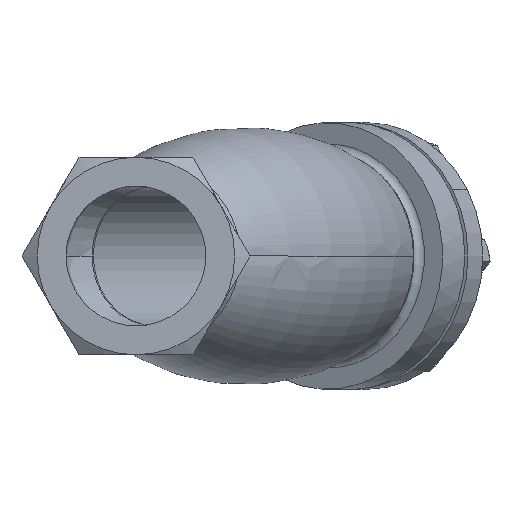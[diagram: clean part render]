
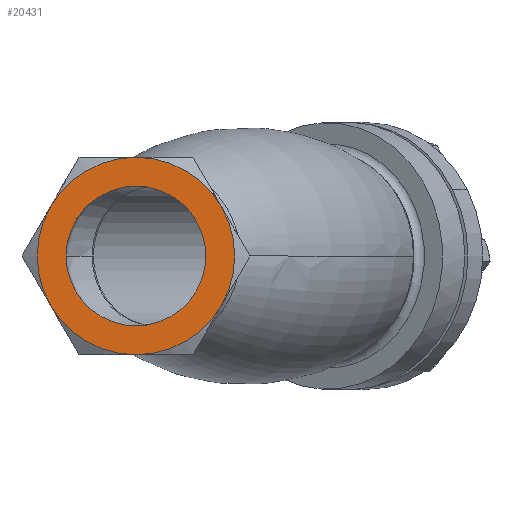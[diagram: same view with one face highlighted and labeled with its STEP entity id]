
A CAD part, left-side view. The second image highlights one B-rep face of the part: STEP entity #20431.
In plain terms, the highlighted planar face has unit normal (-1, 0, 0).
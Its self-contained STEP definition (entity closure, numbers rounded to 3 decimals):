
#866 = CARTESIAN_POINT ( 'NONE',  ( 0., 0., 0. ) ) ;
#907 = FACE_BOUND ( 'NONE', #14943, .T. ) ;
#908 = FACE_OUTER_BOUND ( 'NONE', #20432, .T. ) ;
#909 = DIRECTION ( 'NONE',  ( 0., 0., 1. ) ) ;
#910 = DIRECTION ( 'NONE',  ( -1., 0., 0. ) ) ;
#911 = AXIS2_PLACEMENT_3D ( 'NONE', #866, #910, #909 ) ;
#912 = CIRCLE ( 'NONE', #911, 28.328 ) ;
#1017 = DIRECTION ( 'NONE',  ( 0., 0., -1. ) ) ;
#1018 = DIRECTION ( 'NONE',  ( 1., 0., 0. ) ) ;
#1019 = CARTESIAN_POINT ( 'NONE',  ( 0., 0., 0. ) ) ;
#1020 = AXIS2_PLACEMENT_3D ( 'NONE', #1019, #1018, #1017 ) ;
#1022 = DIRECTION ( 'NONE',  ( 0., 0., -1. ) ) ;
#1023 = DIRECTION ( 'NONE',  ( 1., 0., 0. ) ) ;
#1024 = CARTESIAN_POINT ( 'NONE',  ( 0., -23.094, 40. ) ) ;
#1025 = AXIS2_PLACEMENT_3D ( 'NONE', #1024, #1023, #1022 ) ;
#1026 = CIRCLE ( 'NONE', #1020, 40. ) ;
#1027 = PLANE ( 'NONE',  #1025 ) ;
#5193 = CARTESIAN_POINT ( 'NONE',  ( 0., -34.641, 20. ) ) ;
#5194 = DIRECTION ( 'NONE',  ( 0., 0., -1. ) ) ;
#5195 = DIRECTION ( 'NONE',  ( 1., 0., 0. ) ) ;
#5196 = CARTESIAN_POINT ( 'NONE',  ( 0., 0., 0. ) ) ;
#5197 = AXIS2_PLACEMENT_3D ( 'NONE', #5196, #5195, #5194 ) ;
#5198 = CIRCLE ( 'NONE', #5197, 40. ) ;
#5207 = CARTESIAN_POINT ( 'NONE',  ( 0., 0., -40. ) ) ;
#5209 = CARTESIAN_POINT ( 'NONE',  ( 0., -34.641, -20. ) ) ;
#5267 = CIRCLE ( 'NONE', #5284, 40. ) ;
#5281 = DIRECTION ( 'NONE',  ( 0., 0., -1. ) ) ;
#5282 = DIRECTION ( 'NONE',  ( 1., 0., 0. ) ) ;
#5283 = CARTESIAN_POINT ( 'NONE',  ( 0., 0., 0. ) ) ;
#5284 = AXIS2_PLACEMENT_3D ( 'NONE', #5283, #5282, #5281 ) ;
#5358 = CARTESIAN_POINT ( 'NONE',  ( 0., 0., 0. ) ) ;
#5359 = AXIS2_PLACEMENT_3D ( 'NONE', #5358, #6089, #6088 ) ;
#5365 = CIRCLE ( 'NONE', #5359, 40. ) ;
#6044 = DIRECTION ( 'NONE',  ( 0., 0., -1. ) ) ;
#6045 = DIRECTION ( 'NONE',  ( 1., 0., 0. ) ) ;
#6046 = CARTESIAN_POINT ( 'NONE',  ( 0., 0., 0. ) ) ;
#6047 = AXIS2_PLACEMENT_3D ( 'NONE', #6046, #6045, #6044 ) ;
#6048 = CIRCLE ( 'NONE', #6047, 40. ) ;
#6055 = CARTESIAN_POINT ( 'NONE',  ( 0., 34.641, 20. ) ) ;
#6056 = DIRECTION ( 'NONE',  ( 0., 0., -1. ) ) ;
#6057 = DIRECTION ( 'NONE',  ( 1., 0., 0. ) ) ;
#6058 = CARTESIAN_POINT ( 'NONE',  ( 0., 0., 0. ) ) ;
#6059 = AXIS2_PLACEMENT_3D ( 'NONE', #6058, #6057, #6056 ) ;
#6060 = CIRCLE ( 'NONE', #6059, 40. ) ;
#6061 = CARTESIAN_POINT ( 'NONE',  ( 0., 0., 40. ) ) ;
#6088 = DIRECTION ( 'NONE',  ( 0., 0., -1. ) ) ;
#6089 = DIRECTION ( 'NONE',  ( 1., 0., 0. ) ) ;
#6146 = CARTESIAN_POINT ( 'NONE',  ( 0., 34.641, -20. ) ) ;
#14187 = VERTEX_POINT ( 'NONE', #24316 ) ;
#14189 = EDGE_CURVE ( 'NONE', #14187, #14191, #24315, .T. ) ;
#14191 = VERTEX_POINT ( 'NONE', #24310 ) ;
#14943 = EDGE_LOOP ( 'NONE', ( #20393, #20394 ) ) ;
#20393 = ORIENTED_EDGE ( 'NONE', *, *, #20430, .F. ) ;
#20394 = ORIENTED_EDGE ( 'NONE', *, *, #14189, .F. ) ;
#20430 = EDGE_CURVE ( 'NONE', #14191, #14187, #912, .T. ) ;
#20431 = ADVANCED_FACE ( 'NONE', ( #908, #907 ), #1027, .F. ) ;
#20432 = EDGE_LOOP ( 'NONE', ( #20433, #20947, #20950, #20982, #20955, #20986 ) ) ;
#20433 = ORIENTED_EDGE ( 'NONE', *, *, #20434, .F. ) ;
#20434 = EDGE_CURVE ( 'NONE', #20945, #20946, #1026, .T. ) ;
#20945 = VERTEX_POINT ( 'NONE', #5209 ) ;
#20946 = VERTEX_POINT ( 'NONE', #5207 ) ;
#20947 = ORIENTED_EDGE ( 'NONE', *, *, #20948, .F. ) ;
#20948 = EDGE_CURVE ( 'NONE', #20949, #20945, #5198, .T. ) ;
#20949 = VERTEX_POINT ( 'NONE', #5193 ) ;
#20950 = ORIENTED_EDGE ( 'NONE', *, *, #20980, .F. ) ;
#20954 = EDGE_CURVE ( 'NONE', #20983, #20981, #5267, .T. ) ;
#20955 = ORIENTED_EDGE ( 'NONE', *, *, #21011, .F. ) ;
#20980 = EDGE_CURVE ( 'NONE', #20981, #20949, #6060, .T. ) ;
#20981 = VERTEX_POINT ( 'NONE', #6061 ) ;
#20982 = ORIENTED_EDGE ( 'NONE', *, *, #20954, .F. ) ;
#20983 = VERTEX_POINT ( 'NONE', #6055 ) ;
#20986 = ORIENTED_EDGE ( 'NONE', *, *, #20987, .F. ) ;
#20987 = EDGE_CURVE ( 'NONE', #20946, #21012, #6048, .T. ) ;
#21011 = EDGE_CURVE ( 'NONE', #21012, #20983, #5365, .T. ) ;
#21012 = VERTEX_POINT ( 'NONE', #6146 ) ;
#24310 = CARTESIAN_POINT ( 'NONE',  ( 0., 0., 28.328 ) ) ;
#24311 = DIRECTION ( 'NONE',  ( 0., 0., 1. ) ) ;
#24312 = DIRECTION ( 'NONE',  ( -1., 0., 0. ) ) ;
#24313 = CARTESIAN_POINT ( 'NONE',  ( 0., 0., 0. ) ) ;
#24314 = AXIS2_PLACEMENT_3D ( 'NONE', #24313, #24312, #24311 ) ;
#24315 = CIRCLE ( 'NONE', #24314, 28.328 ) ;
#24316 = CARTESIAN_POINT ( 'NONE',  ( 0., 0., -28.328 ) ) ;
